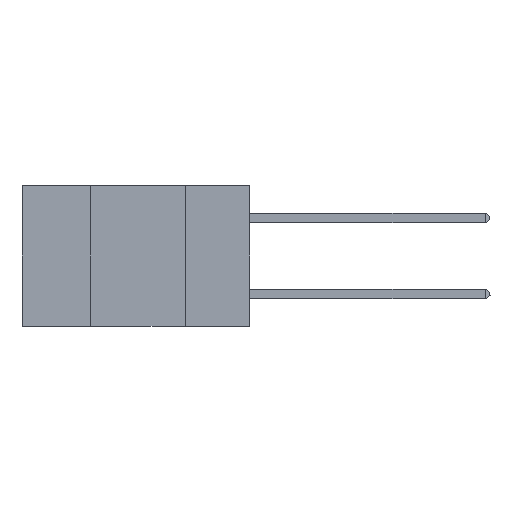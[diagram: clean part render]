
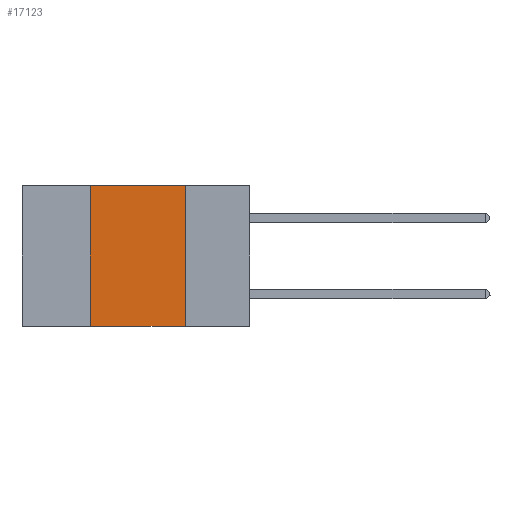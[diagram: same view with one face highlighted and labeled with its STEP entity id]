
A CAD part, left-side view. The second image highlights one B-rep face of the part: STEP entity #17123.
In plain terms, the highlighted planar face has unit normal (-1, 0, 0).
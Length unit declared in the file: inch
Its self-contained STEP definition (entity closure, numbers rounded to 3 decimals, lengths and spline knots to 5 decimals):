
#292 = CARTESIAN_POINT ( 'NONE',  ( 0., 0.42, 0. ) ) ;
#540 = FACE_OUTER_BOUND ( 'NONE', #8637, .T. ) ;
#630 = DIRECTION ( 'NONE',  ( 0., 0., -1. ) ) ;
#793 = CARTESIAN_POINT ( 'NONE',  ( 0., 0.6, -0.37 ) ) ;
#897 = VERTEX_POINT ( 'NONE', #15722 ) ;
#1467 = CARTESIAN_POINT ( 'NONE',  ( 0., 0.17, -0.37 ) ) ;
#2193 = ORIENTED_EDGE ( 'NONE', *, *, #14808, .F. ) ;
#2417 = ORIENTED_EDGE ( 'NONE', *, *, #14682, .F. ) ;
#2871 = VERTEX_POINT ( 'NONE', #292 ) ;
#2907 = CARTESIAN_POINT ( 'NONE',  ( 0., 0.42, 0. ) ) ;
#4423 = VECTOR ( 'NONE', #17015, 39.37008 ) ;
#5016 = LINE ( 'NONE', #13588, #14274 ) ;
#6251 = ORIENTED_EDGE ( 'NONE', *, *, #15586, .T. ) ;
#6395 = VECTOR ( 'NONE', #8242, 39.37008 ) ;
#7103 = LINE ( 'NONE', #15657, #4423 ) ;
#8242 = DIRECTION ( 'NONE',  ( 0., 0., 1. ) ) ;
#8637 = EDGE_LOOP ( 'NONE', ( #2417, #2193, #12182, #6251 ) ) ;
#9317 = VERTEX_POINT ( 'NONE', #10563 ) ;
#9487 = EDGE_CURVE ( 'NONE', #897, #2871, #12501, .T. ) ;
#9978 = DIRECTION ( 'NONE',  ( 1., 0., 0. ) ) ;
#10004 = VECTOR ( 'NONE', #11409, 39.37008 ) ;
#10030 = CARTESIAN_POINT ( 'NONE',  ( 0., 0.6, 0. ) ) ;
#10563 = CARTESIAN_POINT ( 'NONE',  ( 0., 0.17, 0. ) ) ;
#11409 = DIRECTION ( 'NONE',  ( 0., -1., 0. ) ) ;
#12178 = DIRECTION ( 'NONE',  ( 0., -1., 0. ) ) ;
#12182 = ORIENTED_EDGE ( 'NONE', *, *, #9487, .F. ) ;
#12442 = AXIS2_PLACEMENT_3D ( 'NONE', #10030, #9978, #630 ) ;
#12501 = LINE ( 'NONE', #2907, #6395 ) ;
#12728 = PLANE ( 'NONE',  #12442 ) ;
#13588 = CARTESIAN_POINT ( 'NONE',  ( 0., 0.6, 0. ) ) ;
#13708 = VERTEX_POINT ( 'NONE', #1467 ) ;
#14274 = VECTOR ( 'NONE', #12178, 39.37008 ) ;
#14682 = EDGE_CURVE ( 'NONE', #9317, #13708, #7103, .T. ) ;
#14808 = EDGE_CURVE ( 'NONE', #2871, #9317, #5016, .T. ) ;
#15586 = EDGE_CURVE ( 'NONE', #897, #13708, #15937, .T. ) ;
#15657 = CARTESIAN_POINT ( 'NONE',  ( 0., 0.17, 0. ) ) ;
#15722 = CARTESIAN_POINT ( 'NONE',  ( 0., 0.42, -0.37 ) ) ;
#15937 = LINE ( 'NONE', #793, #10004 ) ;
#17015 = DIRECTION ( 'NONE',  ( 0., 0., -1. ) ) ;
#17123 = ADVANCED_FACE ( 'NONE', ( #540 ), #12728, .F. ) ;
